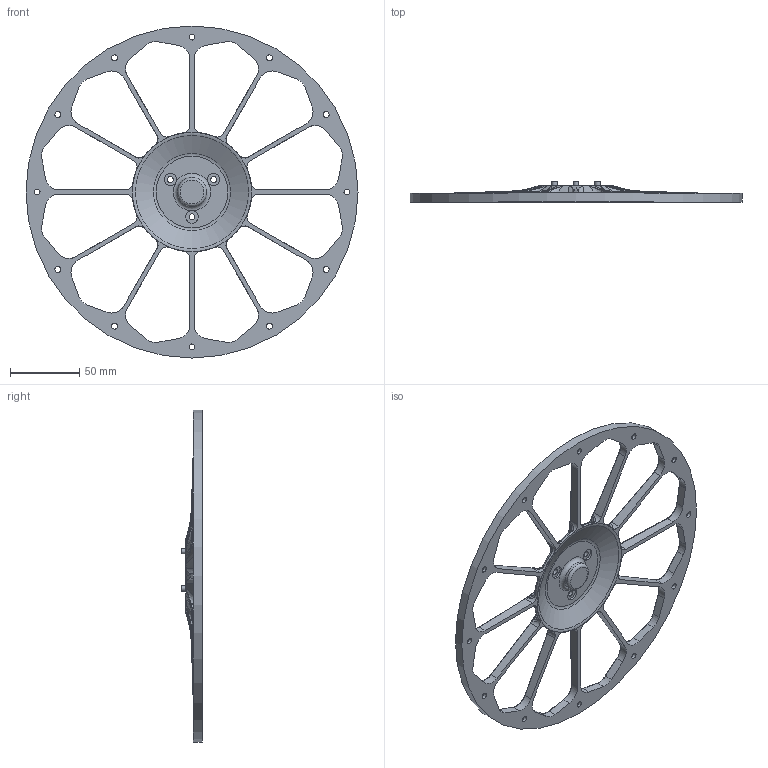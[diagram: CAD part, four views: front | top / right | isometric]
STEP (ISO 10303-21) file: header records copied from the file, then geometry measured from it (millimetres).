
FILE_DESCRIPTION(/* description */ (''),/* implementation_level */ '2;1');
FILE_NAME(/* name */ 'navimow_cut_disc_240mm_12_blade.step',/* time_stamp */ '2024-12-25T10:13:22+01:00',/* author */ (''),/* organization */ (''),/* preprocessor_version */ 'ST-DEVELOPER v20',/* originating_system */ 'Autodesk Translation Framework v12.20.1.177',/* authorisation */ '');
FILE_SCHEMA (('AUTOMOTIVE_DESIGN { 1 0 10303 214 3 1 1 }'));
Length unit declared in the file: millimetre
Products named in the file (2): navimow_cut_disc_240mm_12_blade; navimow_cut_disc v5
Assembly tree (1 placements, depth 2):
  navimow_cut_disc_240mm_12_blade
    navimow_cut_disc v5
Bounding box: 240 x 15 x 240 mm (x, y, z)
Volume: 100760.7 mm3; surface area: 57112.7 mm2
Topology: 1 solids, 1 shells, 801 faces, 2027 edges, 1220 vertices
Faces by surface type: bspline 352, plane 192, cylinder 173, torus 66, cone 13, sphere 5
Full cylindrical faces by diameter (mm): 4 x3, 4.3 x15, 9 x3, 16.5 x1, 21 x1, 240 x1
Entity records: 34824 total; most frequent: CARTESIAN_POINT 17555, ORIENTED_EDGE 4018, DIRECTION 2898, EDGE_CURVE 2009, VERTEX_POINT 1220, AXIS2_PLACEMENT_3D 1164, EDGE_LOOP 865, FACE_OUTER_BOUND 801
